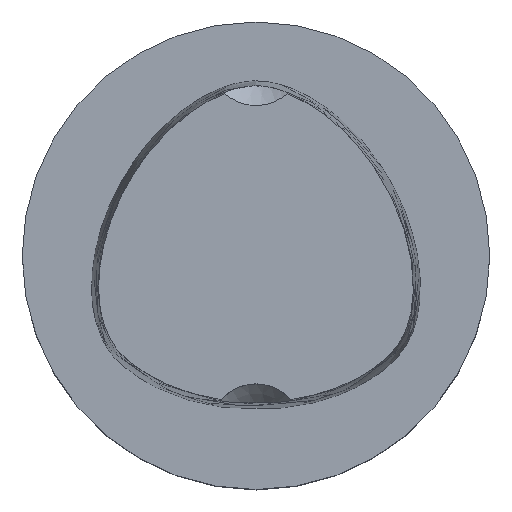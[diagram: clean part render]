
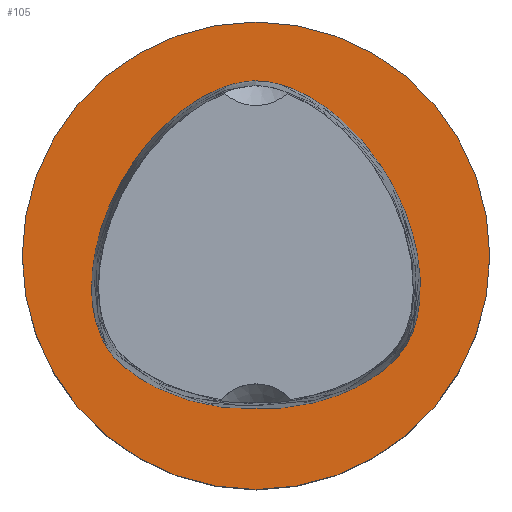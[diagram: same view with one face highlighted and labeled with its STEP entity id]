
A CAD part, top view. The second image highlights one B-rep face of the part: STEP entity #105.
In plain terms, the highlighted planar face has unit normal (0, 0, 1).
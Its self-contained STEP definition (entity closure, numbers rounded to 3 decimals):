
#67=EDGE_CURVE('240[2]',#166,#174,#175,.T.);
#92=EDGE_CURVE('240[2]',#174,#166,#210,.T.);
#105=ADVANCED_FACE('240[2]',(#227,#228),#229,.T.);
#134=EDGE_CURVE('240[2]',#268,#268,#269,.T.);
#166=VERTEX_POINT('',#296);
#174=VERTEX_POINT('',#309);
#175=B_SPLINE_CURVE_WITH_KNOTS('',3,(#310,#311,#312,#313,#314,#315,#316,#317,#318,#319,#320,#321,#322,#323,#324,#325,#326,#327,#328,#329,#330,#331,#332,#333,#334,#335,#336,#337,#338,#339,#340,#341,#342,#343,#344,#345,#346,#347,#348,#349,#350,#351,#352,#353,#354,#355,#356,#357),.UNSPECIFIED.,.T.,.F.,(4,2,2,2,2,2,2,2,2,2,2,2,2,2,2,2,2,2,2,2,2,2,2,4),(0.0,7.934,12.983,18.411,25.597,33.513,43.675,55.129,61.688,67.188,72.765,80.918,84.541,86.312,88.057,92.601,95.351,99.208,103.118,110.466,114.727,118.863,123.484,127.746),.UNSPECIFIED.);
#210=B_SPLINE_CURVE_WITH_KNOTS('',3,(#1417,#1418,#1419,#1420,#1421,#1422,#1423,#1424,#1425,#1426,#1427,#1428,#1429,#1430,#1431,#1432,#1433,#1434,#1435,#1436,#1437,#1438,#1439,#1440,#1441,#1442,#1443,#1444,#1445,#1446,#1447,#1448,#1449,#1450,#1451,#1452,#1453,#1454,#1455,#1456,#1457,#1458,#1459,#1460,#1461,#1462,#1463,#1464),.UNSPECIFIED.,.T.,.F.,(4,2,2,2,2,2,2,2,2,2,2,2,2,2,2,2,2,2,2,2,2,2,2,4),(0.0,7.934,12.983,18.411,25.597,33.513,43.675,55.129,61.688,67.188,72.765,80.918,84.541,86.312,88.057,92.601,95.351,99.208,103.118,110.466,114.727,118.863,123.484,127.746),.UNSPECIFIED.);
#227=FACE_BOUND('',#1495,.T.);
#228=FACE_OUTER_BOUND('',#1496,.T.);
#229=PLANE('',#1497);
#268=VERTEX_POINT('',#1577);
#269=CIRCLE('',#1578,20.0);
#296=CARTESIAN_POINT('',(0.,14.963,0.0));
#309=CARTESIAN_POINT('',(0.,-13.059,0.0));
#310=CARTESIAN_POINT('',(-11.186,6.943,0.0));
#311=CARTESIAN_POINT('',(-9.819,9.207,0.));
#312=CARTESIAN_POINT('',(-8.06,11.153,0.));
#313=CARTESIAN_POINT('',(-4.94,13.468,0.));
#314=CARTESIAN_POINT('',(-3.637,14.174,0.));
#315=CARTESIAN_POINT('',(-1.006,15.004,0.));
#316=CARTESIAN_POINT('',(0.046,14.987,0.));
#317=CARTESIAN_POINT('',(1.345,14.872,0.));
#318=CARTESIAN_POINT('',(2.213,14.679,0.));
#319=CARTESIAN_POINT('',(4.314,13.807,0.));
#320=CARTESIAN_POINT('',(5.577,13.084,0.));
#321=CARTESIAN_POINT('',(8.625,10.543,0.));
#322=CARTESIAN_POINT('',(10.14,8.732,0.));
#323=CARTESIAN_POINT('',(12.671,4.413,0.));
#324=CARTESIAN_POINT('',(13.567,1.899,0.));
#325=CARTESIAN_POINT('',(14.105,-1.957,0.));
#326=CARTESIAN_POINT('',(14.141,-3.478,0.));
#327=CARTESIAN_POINT('',(13.633,-6.175,0.));
#328=CARTESIAN_POINT('',(13.236,-7.069,0.));
#329=CARTESIAN_POINT('',(12.269,-8.55,0.));
#330=CARTESIAN_POINT('',(11.636,-9.228,0.));
#331=CARTESIAN_POINT('',(9.552,-10.838,0.));
#332=CARTESIAN_POINT('',(8.162,-11.508,0.));
#333=CARTESIAN_POINT('',(6.317,-12.192,0.));
#334=CARTESIAN_POINT('',(5.152,-12.606,0.));
#335=CARTESIAN_POINT('',(2.517,-13.027,0.));
#336=CARTESIAN_POINT('',(1.938,-13.06,0.));
#337=CARTESIAN_POINT('',(1.024,-13.076,0.));
#338=CARTESIAN_POINT('',(0.556,-13.061,0.));
#339=CARTESIAN_POINT('',(-1.181,-13.056,0.));
#340=CARTESIAN_POINT('',(-1.872,-13.154,0.));
#341=CARTESIAN_POINT('',(-4.702,-12.661,0.));
#342=CARTESIAN_POINT('',(-5.725,-12.4,0.));
#343=CARTESIAN_POINT('',(-8.366,-11.438,0.));
#344=CARTESIAN_POINT('',(-9.235,-10.919,0.));
#345=CARTESIAN_POINT('',(-10.263,-10.265,0.));
#346=CARTESIAN_POINT('',(-10.795,-9.881,0.));
#347=CARTESIAN_POINT('',(-11.878,-9.022,0.));
#348=CARTESIAN_POINT('',(-12.434,-8.46,0.));
#349=CARTESIAN_POINT('',(-13.24,-6.989,0.));
#350=CARTESIAN_POINT('',(-13.667,-6.058,0.));
#351=CARTESIAN_POINT('',(-14.11,-3.572,0.));
#352=CARTESIAN_POINT('',(-14.097,-2.21,0.));
#353=CARTESIAN_POINT('',(-13.83,0.249,0.));
#354=CARTESIAN_POINT('',(-13.52,1.652,0.));
#355=CARTESIAN_POINT('',(-12.538,4.429,0.));
#356=CARTESIAN_POINT('',(-11.921,5.727,0.));
#357=CARTESIAN_POINT('',(-11.186,6.943,0.0));
#1417=CARTESIAN_POINT('',(-11.186,6.943,0.0));
#1418=CARTESIAN_POINT('',(-9.819,9.207,0.));
#1419=CARTESIAN_POINT('',(-8.06,11.153,0.));
#1420=CARTESIAN_POINT('',(-4.94,13.468,0.));
#1421=CARTESIAN_POINT('',(-3.637,14.174,0.));
#1422=CARTESIAN_POINT('',(-1.006,15.004,0.));
#1423=CARTESIAN_POINT('',(0.046,14.987,0.));
#1424=CARTESIAN_POINT('',(1.345,14.872,0.));
#1425=CARTESIAN_POINT('',(2.213,14.679,0.));
#1426=CARTESIAN_POINT('',(4.314,13.807,0.));
#1427=CARTESIAN_POINT('',(5.577,13.084,0.));
#1428=CARTESIAN_POINT('',(8.625,10.543,0.));
#1429=CARTESIAN_POINT('',(10.14,8.732,0.));
#1430=CARTESIAN_POINT('',(12.671,4.413,0.));
#1431=CARTESIAN_POINT('',(13.567,1.899,0.));
#1432=CARTESIAN_POINT('',(14.105,-1.957,0.));
#1433=CARTESIAN_POINT('',(14.141,-3.478,0.));
#1434=CARTESIAN_POINT('',(13.633,-6.175,0.));
#1435=CARTESIAN_POINT('',(13.236,-7.069,0.));
#1436=CARTESIAN_POINT('',(12.269,-8.55,0.));
#1437=CARTESIAN_POINT('',(11.636,-9.228,0.));
#1438=CARTESIAN_POINT('',(9.552,-10.838,0.));
#1439=CARTESIAN_POINT('',(8.162,-11.508,0.));
#1440=CARTESIAN_POINT('',(6.317,-12.192,0.));
#1441=CARTESIAN_POINT('',(5.152,-12.606,0.));
#1442=CARTESIAN_POINT('',(2.517,-13.027,0.));
#1443=CARTESIAN_POINT('',(1.938,-13.06,0.));
#1444=CARTESIAN_POINT('',(1.024,-13.076,0.));
#1445=CARTESIAN_POINT('',(0.556,-13.061,0.));
#1446=CARTESIAN_POINT('',(-1.181,-13.056,0.));
#1447=CARTESIAN_POINT('',(-1.872,-13.154,0.));
#1448=CARTESIAN_POINT('',(-4.702,-12.661,0.));
#1449=CARTESIAN_POINT('',(-5.725,-12.4,0.));
#1450=CARTESIAN_POINT('',(-8.366,-11.438,0.));
#1451=CARTESIAN_POINT('',(-9.235,-10.919,0.));
#1452=CARTESIAN_POINT('',(-10.263,-10.265,0.));
#1453=CARTESIAN_POINT('',(-10.795,-9.881,0.));
#1454=CARTESIAN_POINT('',(-11.878,-9.022,0.));
#1455=CARTESIAN_POINT('',(-12.434,-8.46,0.));
#1456=CARTESIAN_POINT('',(-13.24,-6.989,0.));
#1457=CARTESIAN_POINT('',(-13.667,-6.058,0.));
#1458=CARTESIAN_POINT('',(-14.11,-3.572,0.));
#1459=CARTESIAN_POINT('',(-14.097,-2.21,0.));
#1460=CARTESIAN_POINT('',(-13.83,0.249,0.));
#1461=CARTESIAN_POINT('',(-13.52,1.652,0.));
#1462=CARTESIAN_POINT('',(-12.538,4.429,0.));
#1463=CARTESIAN_POINT('',(-11.921,5.727,0.));
#1464=CARTESIAN_POINT('',(-11.186,6.943,0.0));
#1495=EDGE_LOOP('',(#1666,#1667));
#1496=EDGE_LOOP('',(#1668));
#1497=AXIS2_PLACEMENT_3D('',#1669,#1670,#1671);
#1577=CARTESIAN_POINT('',(0.,20.0,0.));
#1578=AXIS2_PLACEMENT_3D('',#1714,#1715,#1716);
#1666=ORIENTED_EDGE('',*,*,#67,.T.);
#1667=ORIENTED_EDGE('',*,*,#92,.T.);
#1668=ORIENTED_EDGE('',*,*,#134,.F.);
#1669=CARTESIAN_POINT('',(0.,10.0,0.));
#1670=DIRECTION('',(0.,0.,1.0));
#1671=DIRECTION('',(1.0,0.,0.0));
#1714=CARTESIAN_POINT('',(0.0,0.0,0.0));
#1715=DIRECTION('',(0.,0.,-1.0));
#1716=DIRECTION('',(0.,1.0,0.));
